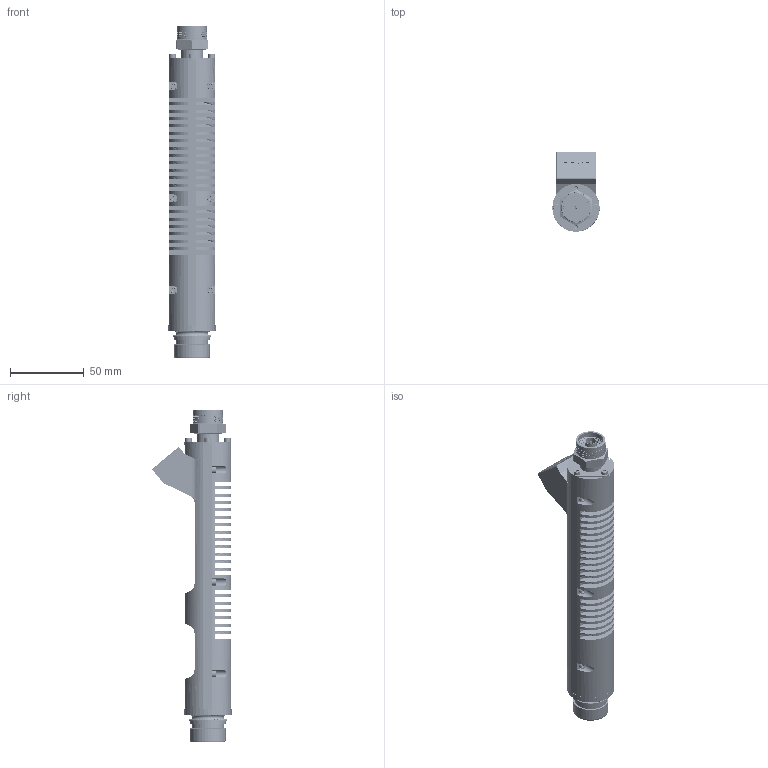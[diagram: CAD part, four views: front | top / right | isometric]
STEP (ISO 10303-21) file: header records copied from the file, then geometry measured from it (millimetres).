
FILE_DESCRIPTION(/* description */ (''),/* implementation_level */ '2;1');
FILE_NAME(/* name */ 'DRS.step',/* time_stamp */ '2024-04-25T11:41:43+02:00',/* author */ (''),/* organization */ (''),/* preprocessor_version */ 'ST-DEVELOPER v20',/* originating_system */ 'Autodesk Translation Framework v12.20.1.177',/* authorisation */ '');
FILE_SCHEMA (('AUTOMOTIVE_DESIGN { 1 0 10303 214 3 1 1 }'));
Products named in the file (11): DRS_V1_2; base_r1; Seal; DRS_GNSS_cap; M1.6x6mm Hex; cover_r1 v7; N_CON; PLPC2-313; 91290A102_Alloy Steel Socket Head Screw; gasket_GNSS; bulgin_6033
Assembly tree (24 placements, depth 2):
  DRS_V1_2
    base_r1
    Seal
    DRS_GNSS_cap
    M1.6x6mm Hex  x4
    cover_r1 v7
    N_CON
    PLPC2-313  x3
    91290A102_Alloy Steel Socket Head Screw  x10
    gasket_GNSS
    bulgin_6033
Bounding box: 32 x 53.52 x 224.54 mm (x, y, z)
Volume: 93213.8 mm3; surface area: 72289.9 mm2
Topology: 24 solids, 24 shells, 5069 faces, 14331 edges, 9460 vertices
Faces by surface type: plane 2470, cylinder 1350, bspline 1102, cone 107, torus 40
Full cylindrical faces by diameter (mm): 1.145 x60, 1.27 x1, 1.4 x4, 1.5 x1, 1.6 x64, 1.7 x1, 1.915 x170, 2 x6, 2.01 x1, 2.2 x10, 2.5 x160, 2.6 x10, 2.7 x4, 2.95 x2, 3 x7, 3.2 x2, 4 x1, 4.5 x10, 6 x1, 7 x1, 8 x3, 12 x1, 15 x1, 16.888 x1, 17 x6, 18 x1, 18.083 x5, 20 x1, 21.5 x1, 21.897 x5
Entity records: 170706 total; most frequent: CARTESIAN_POINT 61195, ORIENTED_EDGE 24830, DIRECTION 19475, EDGE_CURVE 12415, VERTEX_POINT 8225, LINE 8001, VECTOR 8001, AXIS2_PLACEMENT_3D 5737
